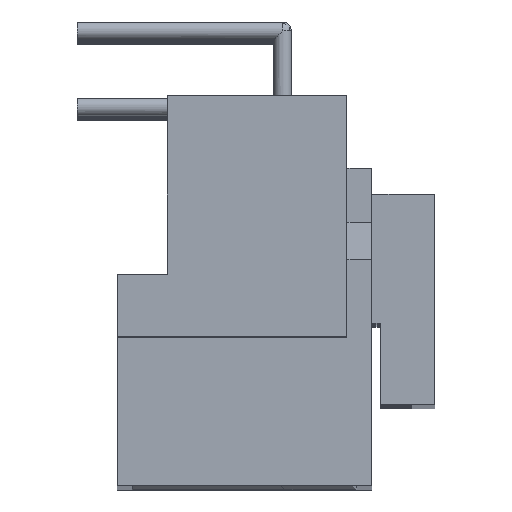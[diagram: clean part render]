
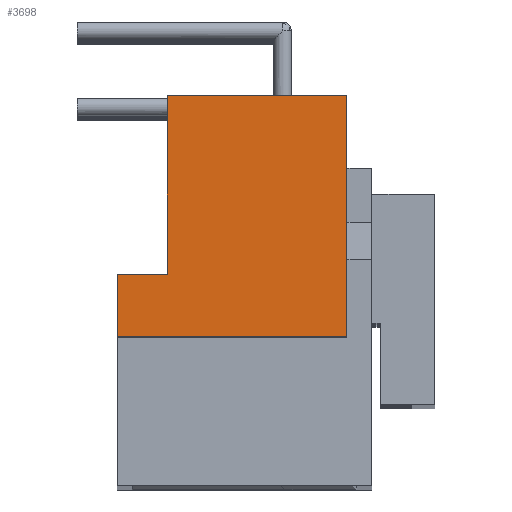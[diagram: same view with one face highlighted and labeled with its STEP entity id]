
A CAD part, top view. The second image highlights one B-rep face of the part: STEP entity #3698.
In plain terms, the highlighted planar face has unit normal (0, 0, 1).
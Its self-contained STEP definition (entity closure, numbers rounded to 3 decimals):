
#2756=PLANE('',#12318);
#3132=FACE_OUTER_BOUND('',#5266,.T.);
#3698=ADVANCED_FACE('',(#3132),#2756,.T.);
#5266=EDGE_LOOP('',(#7001,#7002,#7003,#7004,#7005,#7006));
#7001=ORIENTED_EDGE('',*,*,#9112,.F.);
#7002=ORIENTED_EDGE('',*,*,#9113,.F.);
#7003=ORIENTED_EDGE('',*,*,#9114,.F.);
#7004=ORIENTED_EDGE('',*,*,#9111,.T.);
#7005=ORIENTED_EDGE('',*,*,#9100,.F.);
#7006=ORIENTED_EDGE('',*,*,#9115,.F.);
#8116=VERTEX_POINT('',#17913);
#8117=VERTEX_POINT('',#17915);
#8125=VERTEX_POINT('',#17935);
#8126=VERTEX_POINT('',#17939);
#8127=VERTEX_POINT('',#17940);
#8128=VERTEX_POINT('',#17942);
#9100=EDGE_CURVE('',#8116,#8117,#10122,.T.);
#9111=EDGE_CURVE('',#8125,#8117,#10133,.T.);
#9112=EDGE_CURVE('',#8126,#8127,#10134,.T.);
#9113=EDGE_CURVE('',#8128,#8126,#10135,.T.);
#9114=EDGE_CURVE('',#8125,#8128,#10136,.T.);
#9115=EDGE_CURVE('',#8127,#8116,#10137,.T.);
#10122=LINE('',#17914,#10705);
#10133=LINE('',#17936,#10716);
#10134=LINE('',#17938,#10717);
#10135=LINE('',#17941,#10718);
#10136=LINE('',#17943,#10719);
#10137=LINE('',#17944,#10720);
#10705=VECTOR('',#14695,1.);
#10716=VECTOR('',#14710,1.);
#10717=VECTOR('',#14713,1.);
#10718=VECTOR('',#14714,1.);
#10719=VECTOR('',#14715,1.);
#10720=VECTOR('',#14716,1.);
#12318=AXIS2_PLACEMENT_3D('',#17945,#14717,#14718);
#14695=DIRECTION('',(0.,1.,0.));
#14710=DIRECTION('',(-1.,0.,0.));
#14713=DIRECTION('',(0.,1.,0.));
#14714=DIRECTION('',(-1.,0.,0.));
#14715=DIRECTION('',(0.,-1.,0.));
#14716=DIRECTION('',(1.,0.,0.));
#14717=DIRECTION('',(0.,0.,1.));
#14718=DIRECTION('',(0.,1.,0.));
#17913=CARTESIAN_POINT('',(-2.58,7.05,90.75));
#17914=CARTESIAN_POINT('',(-2.58,7.05,90.75));
#17915=CARTESIAN_POINT('',(-2.58,13.,90.75));
#17935=CARTESIAN_POINT('',(3.42,13.,90.75));
#17936=CARTESIAN_POINT('',(3.42,13.,90.75));
#17938=CARTESIAN_POINT('',(-4.25,4.95,90.75));
#17939=CARTESIAN_POINT('',(-4.25,4.95,90.75));
#17940=CARTESIAN_POINT('',(-4.25,7.05,90.75));
#17941=CARTESIAN_POINT('',(3.42,4.95,90.75));
#17942=CARTESIAN_POINT('',(3.42,4.95,90.75));
#17943=CARTESIAN_POINT('',(3.42,13.,90.75));
#17944=CARTESIAN_POINT('',(-4.25,7.05,90.75));
#17945=CARTESIAN_POINT('',(3.52,4.85,90.75));
